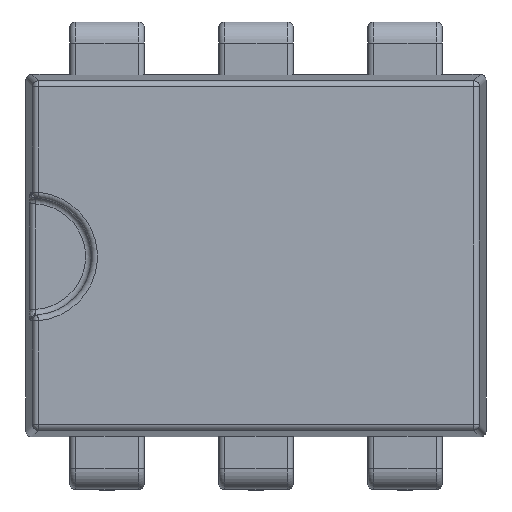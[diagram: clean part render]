
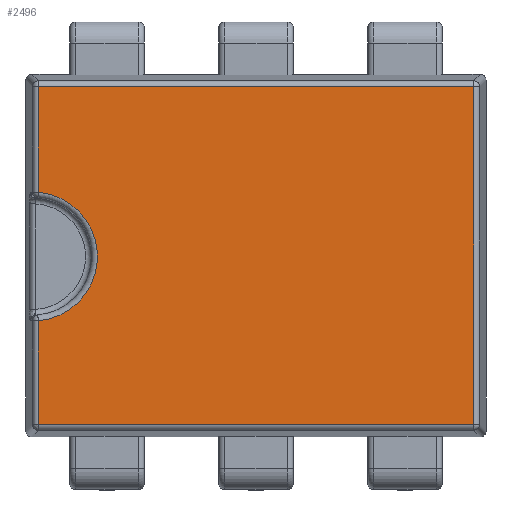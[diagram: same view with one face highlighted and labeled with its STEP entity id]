
A CAD part, top view. The second image highlights one B-rep face of the part: STEP entity #2496.
In plain terms, the highlighted planar face has unit normal (0, 0, 1).
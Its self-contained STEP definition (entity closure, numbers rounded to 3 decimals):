
#115=PLANE('',#2772);
#205=FACE_OUTER_BOUND('',#361,.T.);
#361=EDGE_LOOP('',(#1898,#1899,#1900,#1901,#1902,#1903));
#598=LINE('',#4548,#808);
#599=LINE('',#4552,#809);
#600=LINE('',#4554,#810);
#601=LINE('',#4556,#811);
#602=LINE('',#4557,#812);
#808=VECTOR('',#3322,10.);
#809=VECTOR('',#3327,10.);
#810=VECTOR('',#3328,10.);
#811=VECTOR('',#3329,10.);
#812=VECTOR('',#3330,10.);
#940=CIRCLE('',#2762,1.1);
#1149=VERTEX_POINT('',#4504);
#1150=VERTEX_POINT('',#4506);
#1156=VERTEX_POINT('',#4547);
#1157=VERTEX_POINT('',#4551);
#1158=VERTEX_POINT('',#4553);
#1159=VERTEX_POINT('',#4555);
#1424=EDGE_CURVE('',#1150,#1149,#940,.T.);
#1434=EDGE_CURVE('',#1149,#1156,#598,.T.);
#1436=EDGE_CURVE('',#1157,#1150,#599,.T.);
#1437=EDGE_CURVE('',#1158,#1157,#600,.T.);
#1438=EDGE_CURVE('',#1159,#1158,#601,.T.);
#1439=EDGE_CURVE('',#1156,#1159,#602,.T.);
#1898=ORIENTED_EDGE('',*,*,#1424,.F.);
#1899=ORIENTED_EDGE('',*,*,#1436,.F.);
#1900=ORIENTED_EDGE('',*,*,#1437,.F.);
#1901=ORIENTED_EDGE('',*,*,#1438,.F.);
#1902=ORIENTED_EDGE('',*,*,#1439,.F.);
#1903=ORIENTED_EDGE('',*,*,#1434,.F.);
#2496=ADVANCED_FACE('',(#205),#115,.T.);
#2762=AXIS2_PLACEMENT_3D('',#4508,#3299,#3300);
#2772=AXIS2_PLACEMENT_3D('',#4550,#3325,#3326);
#3299=DIRECTION('center_axis',(0.,0.,1.));
#3300=DIRECTION('ref_axis',(1.,0.,0.));
#3322=DIRECTION('',(0.,1.,0.));
#3325=DIRECTION('center_axis',(0.,0.,1.));
#3326=DIRECTION('ref_axis',(1.,0.,0.));
#3327=DIRECTION('',(0.,1.,0.));
#3328=DIRECTION('',(-1.,0.,0.));
#3329=DIRECTION('',(0.,-1.,0.));
#3330=DIRECTION('',(1.,0.,0.));
#4504=CARTESIAN_POINT('',(-0.79,5.169,3.35));
#4506=CARTESIAN_POINT('',(-0.79,2.977,3.35));
#4508=CARTESIAN_POINT('Origin',(-0.883,4.073,3.35));
#4547=CARTESIAN_POINT('',(-0.79,6.97,3.35));
#4548=CARTESIAN_POINT('',(-0.79,4.863,3.35));
#4550=CARTESIAN_POINT('Origin',(2.923,4.09,3.35));
#4551=CARTESIAN_POINT('',(-0.79,1.21,3.35));
#4552=CARTESIAN_POINT('',(-0.79,4.863,3.35));
#4553=CARTESIAN_POINT('',(6.635,1.21,3.35));
#4554=CARTESIAN_POINT('',(1.942,1.21,3.35));
#4555=CARTESIAN_POINT('',(6.635,6.97,3.35));
#4556=CARTESIAN_POINT('',(6.635,3.318,3.35));
#4557=CARTESIAN_POINT('',(3.903,6.97,3.35));
